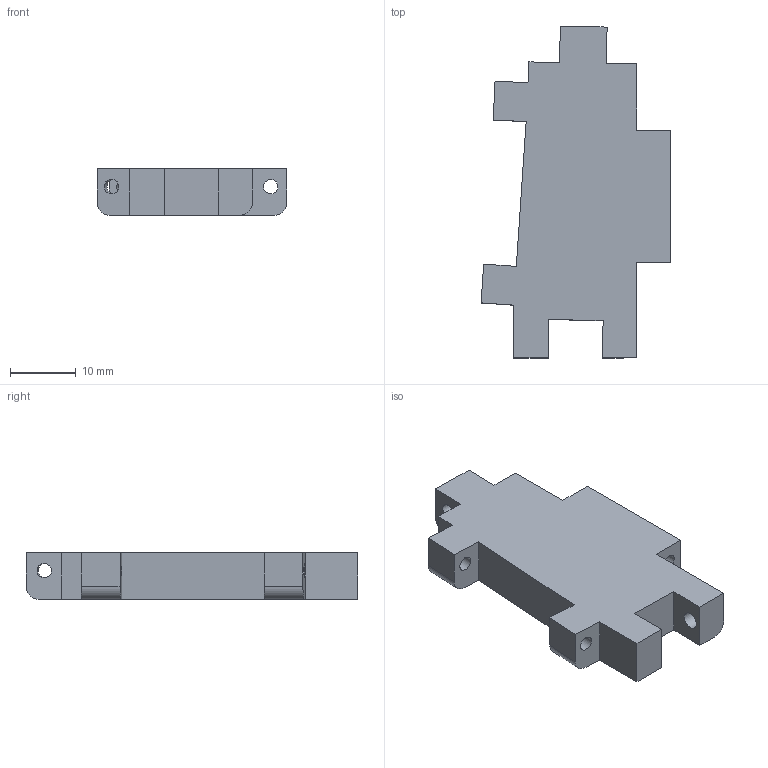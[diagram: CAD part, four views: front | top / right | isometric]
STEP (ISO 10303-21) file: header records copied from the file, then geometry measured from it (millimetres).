
FILE_DESCRIPTION(/* description */ (''),/* implementation_level */ '2;1');
FILE_NAME(/* name */ 'Braceletend.ipt.stp',/* time_stamp */ '2021-06-20T10:01:20-05:00',/* author */ ('svale'),/* organization */ (''),/* preprocessor_version */ 'ST-DEVELOPER v18.1',/* originating_system */ 'Autodesk Inventor 2021',/* authorisation */ '');
FILE_SCHEMA (('AUTOMOTIVE_DESIGN { 1 0 10303 214 3 1 1 }'));
Length unit declared in the file: millimetre
Products named in the file (1): Braceletend
Bounding box: 28.78 x 50.31 x 7.12 mm (x, y, z)
Volume: 6483.2 mm3; surface area: 3387.8 mm2
Topology: 1 solids, 1 shells, 38 faces, 117 edges, 83 vertices
Faces by surface type: plane 26, cylinder 11, cone 1
Full cylindrical faces by diameter (mm): 1.713 x1, 2.2 x4, 2.6 x1
Entity records: 1370 total; most frequent: CARTESIAN_POINT 236, ORIENTED_EDGE 228, DIRECTION 222, EDGE_CURVE 114, LINE 84, VECTOR 84, VERTEX_POINT 79, AXIS2_PLACEMENT_3D 69
